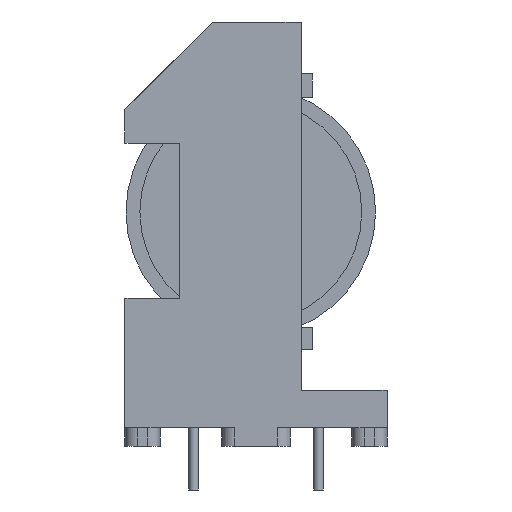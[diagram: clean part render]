
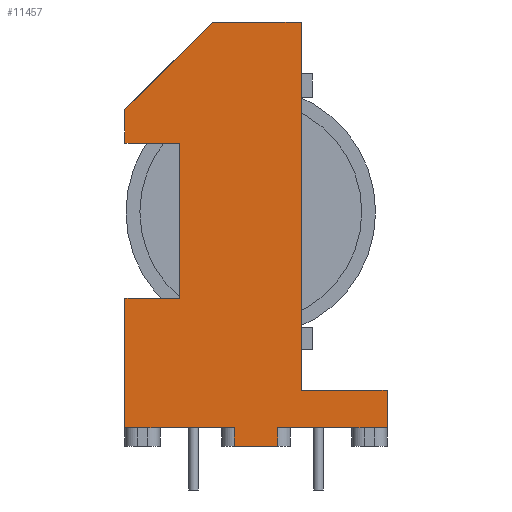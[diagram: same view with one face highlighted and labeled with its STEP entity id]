
A CAD part, left-side view. The second image highlights one B-rep face of the part: STEP entity #11457.
In plain terms, the highlighted planar face has unit normal (-1, 0, 0).
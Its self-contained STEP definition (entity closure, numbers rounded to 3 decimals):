
#1808=ORIENTED_EDGE('',*,*,#3499,.F.);
#1809=ORIENTED_EDGE('',*,*,#2659,.F.);
#1810=ORIENTED_EDGE('',*,*,#3551,.T.);
#1811=ORIENTED_EDGE('',*,*,#3552,.T.);
#1812=ORIENTED_EDGE('',*,*,#3553,.T.);
#1813=ORIENTED_EDGE('',*,*,#3488,.F.);
#1814=ORIENTED_EDGE('',*,*,#3481,.F.);
#1815=ORIENTED_EDGE('',*,*,#3485,.F.);
#1816=ORIENTED_EDGE('',*,*,#3554,.T.);
#1817=ORIENTED_EDGE('',*,*,#3361,.T.);
#1818=ORIENTED_EDGE('',*,*,#3357,.F.);
#1819=ORIENTED_EDGE('',*,*,#3555,.F.);
#1820=ORIENTED_EDGE('',*,*,#3445,.F.);
#1821=ORIENTED_EDGE('',*,*,#3428,.F.);
#1822=ORIENTED_EDGE('',*,*,#3447,.T.);
#1823=ORIENTED_EDGE('',*,*,#3556,.F.);
#1824=ORIENTED_EDGE('',*,*,#3557,.F.);
#2659=EDGE_CURVE('',#3815,#3816,#4604,.T.);
#3357=EDGE_CURVE('',#4290,#4291,#5226,.T.);
#3361=EDGE_CURVE('',#4293,#4291,#5230,.T.);
#3428=EDGE_CURVE('',#4340,#4341,#5279,.T.);
#3445=EDGE_CURVE('',#4341,#4351,#5291,.T.);
#3447=EDGE_CURVE('',#4340,#4352,#5292,.T.);
#3481=EDGE_CURVE('',#4377,#4378,#5318,.T.);
#3485=EDGE_CURVE('',#4381,#4377,#5322,.T.);
#3488=EDGE_CURVE('',#4378,#4383,#5325,.T.);
#3499=EDGE_CURVE('',#3816,#4389,#5336,.T.);
#3551=EDGE_CURVE('',#3815,#4430,#5380,.T.);
#3552=EDGE_CURVE('',#4430,#4431,#5381,.T.);
#3553=EDGE_CURVE('',#4431,#4383,#5382,.T.);
#3554=EDGE_CURVE('',#4381,#4293,#5383,.T.);
#3555=EDGE_CURVE('',#4351,#4290,#5384,.T.);
#3556=EDGE_CURVE('',#4432,#4352,#5385,.T.);
#3557=EDGE_CURVE('',#4389,#4432,#5386,.T.);
#3815=VERTEX_POINT('',#14176);
#3816=VERTEX_POINT('',#14178);
#4290=VERTEX_POINT('',#17008);
#4291=VERTEX_POINT('',#17010);
#4293=VERTEX_POINT('',#17017);
#4340=VERTEX_POINT('',#17152);
#4341=VERTEX_POINT('',#17154);
#4351=VERTEX_POINT('',#17186);
#4352=VERTEX_POINT('',#17190);
#4377=VERTEX_POINT('',#17262);
#4378=VERTEX_POINT('',#17263);
#4381=VERTEX_POINT('',#17271);
#4383=VERTEX_POINT('',#17277);
#4389=VERTEX_POINT('',#17296);
#4430=VERTEX_POINT('',#17410);
#4431=VERTEX_POINT('',#17412);
#4432=VERTEX_POINT('',#17417);
#4604=LINE('',#14177,#5543);
#5226=LINE('',#17009,#6165);
#5230=LINE('',#17016,#6169);
#5279=LINE('',#17153,#6218);
#5291=LINE('',#17187,#6230);
#5292=LINE('',#17191,#6231);
#5318=LINE('',#17261,#6257);
#5322=LINE('',#17270,#6261);
#5325=LINE('',#17276,#6264);
#5336=LINE('',#17295,#6275);
#5380=LINE('',#17409,#6319);
#5381=LINE('',#17411,#6320);
#5382=LINE('',#17413,#6321);
#5383=LINE('',#17414,#6322);
#5384=LINE('',#17415,#6323);
#5385=LINE('',#17416,#6324);
#5386=LINE('',#17418,#6325);
#5543=VECTOR('',#12139,1000.);
#6165=VECTOR('',#13223,1000.);
#6169=VECTOR('',#13229,1000.);
#6218=VECTOR('',#13358,1000.);
#6230=VECTOR('',#13392,1000.);
#6231=VECTOR('',#13397,1000.);
#6257=VECTOR('',#13463,1000.);
#6261=VECTOR('',#13469,1000.);
#6264=VECTOR('',#13474,1000.);
#6275=VECTOR('',#13489,1000.);
#6319=VECTOR('',#13591,1000.);
#6320=VECTOR('',#13592,1000.);
#6321=VECTOR('',#13593,1000.);
#6322=VECTOR('',#13594,1000.);
#6323=VECTOR('',#13595,1000.);
#6324=VECTOR('',#13596,1000.);
#6325=VECTOR('',#13597,1000.);
#6835=EDGE_LOOP('',(#1808,#1809,#1810,#1811,#1812,#1813,#1814,#1815,#1816,
#1817,#1818,#1819,#1820,#1821,#1822,#1823,#1824));
#7388=FACE_BOUND('',#6835,.T.);
#7862=PLANE('',#11923);
#11457=ADVANCED_FACE('',(#7388),#7862,.T.);
#11923=AXIS2_PLACEMENT_3D('',#17408,#13589,#13590);
#12139=DIRECTION('',(0.,0.,-1.));
#13223=DIRECTION('',(0.,0.,1.));
#13229=DIRECTION('',(0.,1.,0.));
#13358=DIRECTION('',(0.,1.,0.));
#13392=DIRECTION('',(0.,0.,1.));
#13397=DIRECTION('',(0.,0.,1.));
#13463=DIRECTION('',(0.,0.,1.));
#13469=DIRECTION('',(0.,-1.,0.));
#13474=DIRECTION('',(0.,1.,0.));
#13489=DIRECTION('',(0.,-1.,0.));
#13589=DIRECTION('',(-1.,0.,0.));
#13590=DIRECTION('',(0.,-1.,0.));
#13591=DIRECTION('',(0.,1.,0.));
#13592=DIRECTION('',(0.,0.707,-0.707));
#13593=DIRECTION('',(0.,0.,-1.));
#13594=DIRECTION('',(0.,0.,-1.));
#13595=DIRECTION('',(0.,1.,0.));
#13596=DIRECTION('',(0.,1.,0.));
#13597=DIRECTION('',(0.,0.,-1.));
#14176=CARTESIAN_POINT('',(-14.,-3.617,32.5));
#14177=CARTESIAN_POINT('',(-14.,-3.617,6.));
#14178=CARTESIAN_POINT('',(-14.,-3.617,3.));
#17008=CARTESIAN_POINT('',(-14.,10.501,0.));
#17009=CARTESIAN_POINT('',(-14.,10.501,30.));
#17010=CARTESIAN_POINT('',(-14.,10.501,8.009));
#17016=CARTESIAN_POINT('',(-14.,-8.5,8.009));
#17017=CARTESIAN_POINT('',(-14.,10.5,8.009));
#17152=CARTESIAN_POINT('',(-14.,-1.75,-1.5));
#17153=CARTESIAN_POINT('',(-14.,-1.75,-1.5));
#17154=CARTESIAN_POINT('',(-14.,1.75,-1.5));
#17186=CARTESIAN_POINT('',(-14.,1.75,0.));
#17187=CARTESIAN_POINT('',(-14.,1.75,-1.));
#17190=CARTESIAN_POINT('',(-14.,-1.75,0.));
#17191=CARTESIAN_POINT('',(-14.,-1.75,-1.));
#17261=CARTESIAN_POINT('',(-14.,6.122,30.));
#17262=CARTESIAN_POINT('',(-14.,6.122,10.347));
#17263=CARTESIAN_POINT('',(-14.,6.122,22.778));
#17270=CARTESIAN_POINT('',(-14.,-8.5,10.347));
#17271=CARTESIAN_POINT('',(-14.,10.5,10.347));
#17276=CARTESIAN_POINT('',(-14.,-8.5,22.778));
#17277=CARTESIAN_POINT('',(-14.,10.5,22.778));
#17295=CARTESIAN_POINT('',(-14.,-2.5,3.));
#17296=CARTESIAN_POINT('',(-14.,-10.5,3.));
#17408=CARTESIAN_POINT('',(-14.,-8.5,30.));
#17409=CARTESIAN_POINT('',(-14.,-8.5,32.5));
#17410=CARTESIAN_POINT('',(-14.,3.5,32.5));
#17411=CARTESIAN_POINT('',(-14.,-1.25,37.25));
#17412=CARTESIAN_POINT('',(-14.,10.5,25.5));
#17413=CARTESIAN_POINT('',(-14.,10.5,30.));
#17414=CARTESIAN_POINT('',(-14.,10.5,30.));
#17415=CARTESIAN_POINT('',(-14.,-8.5,0.));
#17416=CARTESIAN_POINT('',(-14.,-8.5,0.));
#17417=CARTESIAN_POINT('',(-14.,-10.5,0.));
#17418=CARTESIAN_POINT('',(-14.,-10.5,30.));
